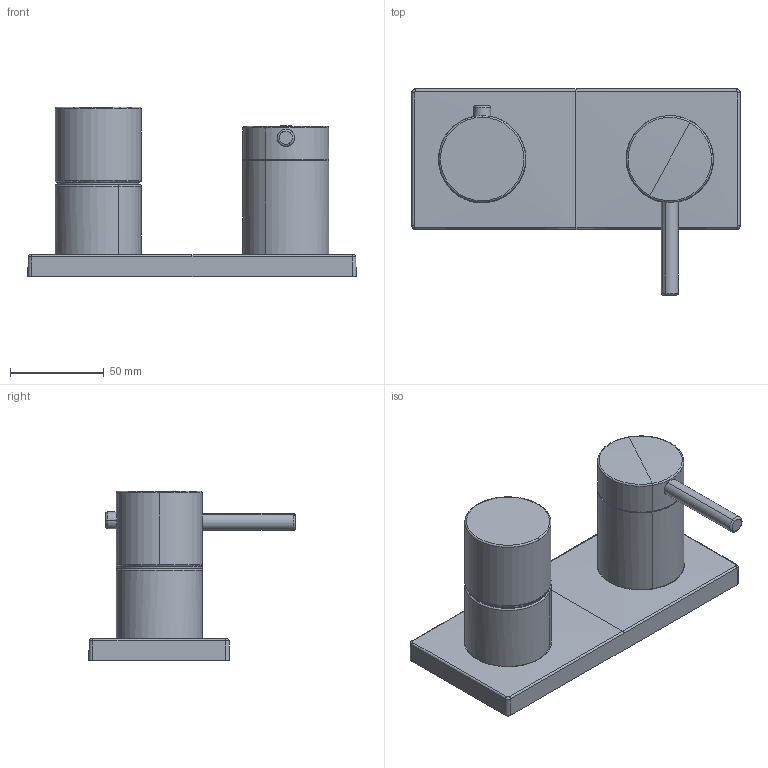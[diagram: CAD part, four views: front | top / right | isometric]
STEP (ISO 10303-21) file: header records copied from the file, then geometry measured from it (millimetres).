
FILE_DESCRIPTION (( 'STEP AP203' ), '1' );
FILE_NAME ('44519503.STEP', '2019-01-12T07:00:54', ( '' ), ( '' ), 'SwSTEP 2.0', 'SolidWorks 2016', '' );
FILE_SCHEMA (( 'CONFIG_CONTROL_DESIGN' ));
Length unit declared in the file: millimetre
Products named in the file (1): 44519503
Bounding box: 175 x 110 x 90.3 mm (x, y, z)
Volume: 401124.7 mm3; surface area: 54671.6 mm2
Topology: 1 solids, 1 shells, 68 faces, 149 edges, 95 vertices
Faces by surface type: cylinder 20, bspline 17, torus 14, plane 13, sphere 2, cone 2
Entity records: 3528 total; most frequent: CARTESIAN_POINT 2047, ORIENTED_EDGE 298, DIRECTION 270, EDGE_CURVE 149, AXIS2_PLACEMENT_3D 120, VERTEX_POINT 95, EDGE_LOOP 80, ADVANCED_FACE 68
